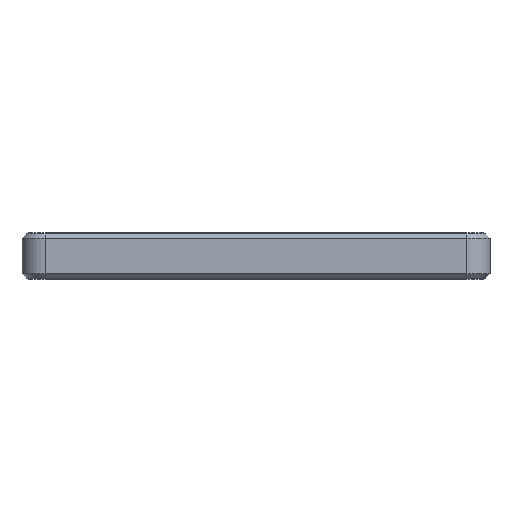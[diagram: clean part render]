
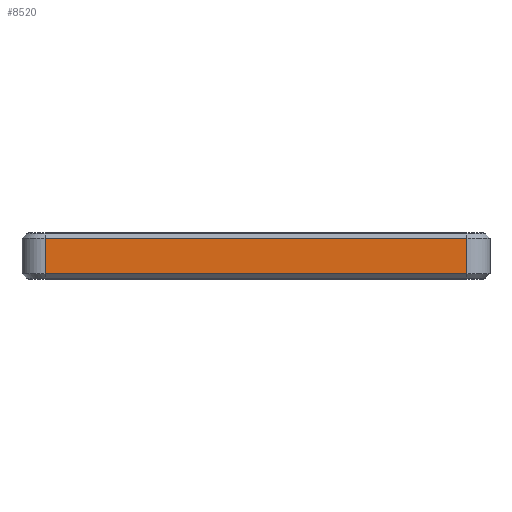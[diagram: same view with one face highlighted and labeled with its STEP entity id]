
A CAD part, front view. The second image highlights one B-rep face of the part: STEP entity #8520.
In plain terms, the highlighted face is planar.
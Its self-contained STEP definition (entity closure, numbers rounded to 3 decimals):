
#2020=CARTESIAN_POINT('',(56.1,1.025,2.699));
#2030=VERTEX_POINT('',#2020);
#3150=CARTESIAN_POINT('',(56.1,1.025,0.));
#3160=DIRECTION('',(0.,0.,1.));
#3170=VECTOR('',#3160,1.);
#3180=LINE('',#3150,#3170);
#3190=CARTESIAN_POINT('',(56.1,1.025,0.35));
#3200=VERTEX_POINT('',#3190);
#3210=EDGE_CURVE('',#3200,#2030,#3180,.T.);
#8220=CARTESIAN_POINT('',(56.1,30.425,0.));
#8230=DIRECTION('',(1.,0.,0.));
#8240=DIRECTION('',(0.,-1.,0.));
#8250=AXIS2_PLACEMENT_3D('',#8220,#8230,#8240);
#8260=PLANE('',#8250);
#8270=CARTESIAN_POINT('',(56.1,0.,2.699));
#8280=DIRECTION('',(0.,1.,0.));
#8290=VECTOR('',#8280,1.);
#8300=LINE('',#8270,#8290);
#8310=CARTESIAN_POINT('',(56.1,28.975,2.699));
#8320=VERTEX_POINT('',#8310);
#8330=EDGE_CURVE('',#2030,#8320,#8300,.T.);
#8340=ORIENTED_EDGE('',*,*,#8330,.F.);
#8350=CARTESIAN_POINT('',(56.1,28.975,0.));
#8360=DIRECTION('',(0.,0.,1.));
#8370=VECTOR('',#8360,1.);
#8380=LINE('',#8350,#8370);
#8390=CARTESIAN_POINT('',(56.1,28.975,0.35));
#8400=VERTEX_POINT('',#8390);
#8410=EDGE_CURVE('',#8400,#8320,#8380,.T.);
#8420=ORIENTED_EDGE('',*,*,#8410,.T.);
#8430=CARTESIAN_POINT('',(56.1,0.,0.35));
#8440=DIRECTION('',(0.,1.,0.));
#8450=VECTOR('',#8440,1.);
#8460=LINE('',#8430,#8450);
#8470=EDGE_CURVE('',#3200,#8400,#8460,.T.);
#8480=ORIENTED_EDGE('',*,*,#8470,.T.);
#8490=ORIENTED_EDGE('',*,*,#3210,.F.);
#8500=EDGE_LOOP('',(#8490,#8480,#8420,#8340));
#8510=FACE_OUTER_BOUND('',#8500,.T.);
#8520=ADVANCED_FACE('',(#8510),#8260,.T.);
